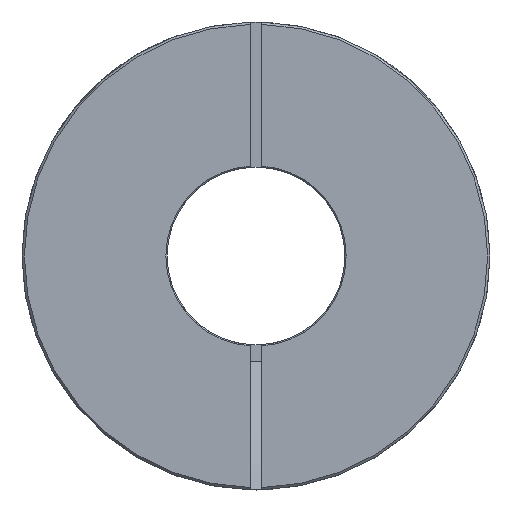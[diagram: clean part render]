
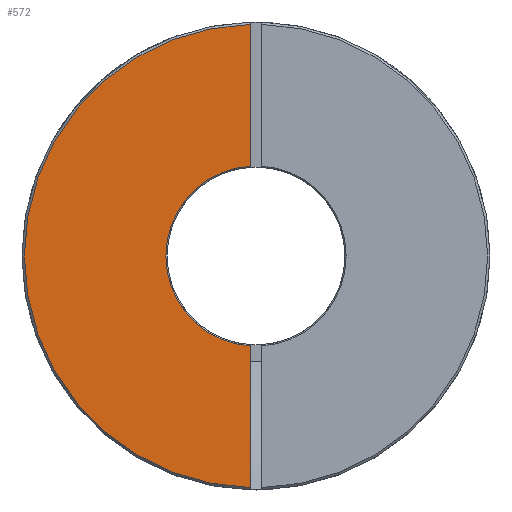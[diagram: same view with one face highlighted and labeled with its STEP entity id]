
A CAD part, left-side view. The second image highlights one B-rep face of the part: STEP entity #572.
In plain terms, the highlighted planar face has unit normal (-1, 0, 0).
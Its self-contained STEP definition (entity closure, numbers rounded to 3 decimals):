
#6 = DIRECTION ( 'NONE',  ( 0., 0., -1. ) ) ;
#13 = DIRECTION ( 'NONE',  ( 1., 0., 0. ) ) ;
#14 = CARTESIAN_POINT ( 'NONE',  ( 0., 0., 0. ) ) ;
#134 = AXIS2_PLACEMENT_3D ( 'NONE', #1996, #1992, #1986 ) ;
#145 = AXIS2_PLACEMENT_3D ( 'NONE', #14, #13, #6 ) ;
#302 = VERTEX_POINT ( 'NONE', #749 ) ;
#497 = AXIS2_PLACEMENT_3D ( 'NONE', #1892, #1645, #1959 ) ;
#572 = ADVANCED_FACE ( 'NONE', ( #1664 ), #1654, .F. ) ;
#723 = EDGE_CURVE ( 'NONE', #2001, #1764, #791, .T. ) ;
#749 = CARTESIAN_POINT ( 'NONE',  ( 0., 0.61, -9.606 ) ) ;
#761 = VECTOR ( 'NONE', #1057, 1000. ) ;
#791 = LINE ( 'NONE', #1134, #761 ) ;
#862 = CARTESIAN_POINT ( 'NONE',  ( 0., 0.61, 9.606 ) ) ;
#865 = CARTESIAN_POINT ( 'NONE',  ( 0., 0.61, 24.742 ) ) ;
#878 = ORIENTED_EDGE ( 'NONE', *, *, #723, .T. ) ;
#905 = ORIENTED_EDGE ( 'NONE', *, *, #1277, .T. ) ;
#913 = DIRECTION ( 'NONE',  ( 0., 0., 1. ) ) ;
#919 = CARTESIAN_POINT ( 'NONE',  ( 0., 0.61, 24.993 ) ) ;
#1018 = ORIENTED_EDGE ( 'NONE', *, *, #1271, .T. ) ;
#1040 = EDGE_LOOP ( 'NONE', ( #2012, #1018, #878, #905 ) ) ;
#1057 = DIRECTION ( 'NONE',  ( 0., 0., 1. ) ) ;
#1134 = CARTESIAN_POINT ( 'NONE',  ( 0., 0.61, 24.993 ) ) ;
#1243 = CARTESIAN_POINT ( 'NONE',  ( 0., 0.61, -24.742 ) ) ;
#1271 = EDGE_CURVE ( 'NONE', #302, #2001, #1751, .T. ) ;
#1277 = EDGE_CURVE ( 'NONE', #1764, #1431, #1715, .T. ) ;
#1330 = VECTOR ( 'NONE', #913, 1000. ) ;
#1337 = LINE ( 'NONE', #919, #1330 ) ;
#1431 = VERTEX_POINT ( 'NONE', #1243 ) ;
#1540 = EDGE_CURVE ( 'NONE', #1431, #302, #1337, .T. ) ;
#1645 = DIRECTION ( 'NONE',  ( 1., 0., 0. ) ) ;
#1654 = PLANE ( 'NONE',  #497 ) ;
#1664 = FACE_OUTER_BOUND ( 'NONE', #1040, .T. ) ;
#1715 = CIRCLE ( 'NONE', #134, 24.75 ) ;
#1751 = CIRCLE ( 'NONE', #145, 9.625 ) ;
#1764 = VERTEX_POINT ( 'NONE', #865 ) ;
#1892 = CARTESIAN_POINT ( 'NONE',  ( 0., 0., 0. ) ) ;
#1959 = DIRECTION ( 'NONE',  ( 0., 0., -1. ) ) ;
#1986 = DIRECTION ( 'NONE',  ( 0., 0., -1. ) ) ;
#1992 = DIRECTION ( 'NONE',  ( -1., 0., 0. ) ) ;
#1996 = CARTESIAN_POINT ( 'NONE',  ( 0., 0., 0. ) ) ;
#2001 = VERTEX_POINT ( 'NONE', #862 ) ;
#2012 = ORIENTED_EDGE ( 'NONE', *, *, #1540, .T. ) ;
